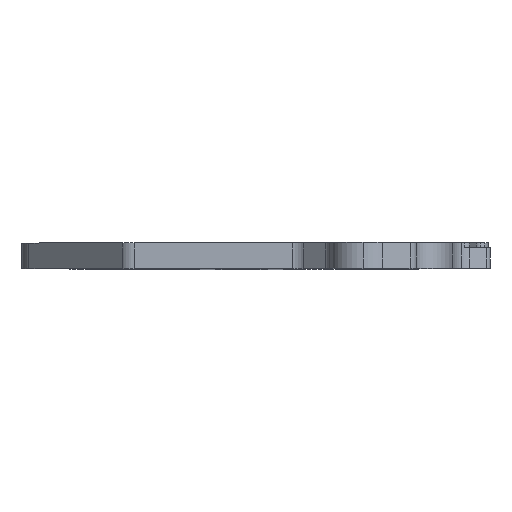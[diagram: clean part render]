
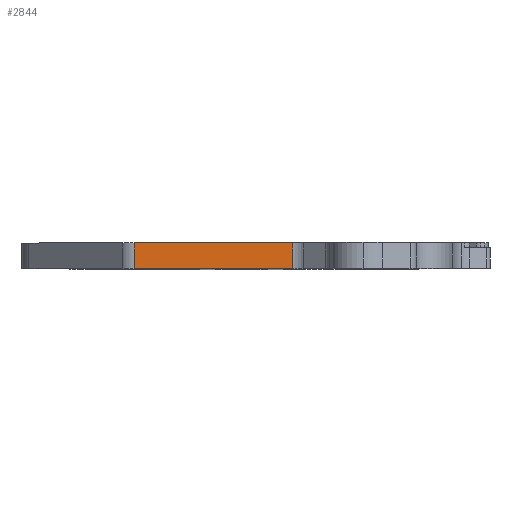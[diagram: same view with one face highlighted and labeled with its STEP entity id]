
A CAD part, top view. The second image highlights one B-rep face of the part: STEP entity #2844.
In plain terms, the highlighted planar face has unit normal (0, 0, 1).
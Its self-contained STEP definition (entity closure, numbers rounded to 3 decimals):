
#50 = EDGE_LOOP ( 'NONE', ( #4421, #1652, #2606, #1263 ) ) ;
#150 = CARTESIAN_POINT ( 'NONE',  ( -13.22, 0., 12.5 ) ) ;
#304 = LINE ( 'NONE', #355, #4020 ) ;
#355 = CARTESIAN_POINT ( 'NONE',  ( 0., 0., 12.5 ) ) ;
#414 = LINE ( 'NONE', #1531, #2837 ) ;
#870 = CARTESIAN_POINT ( 'NONE',  ( 6.272, 3.175, 12.5 ) ) ;
#1122 = DIRECTION ( 'NONE',  ( 1., 0., 0. ) ) ;
#1206 = CARTESIAN_POINT ( 'NONE',  ( 0., 3.175, 12.5 ) ) ;
#1230 = FACE_OUTER_BOUND ( 'NONE', #50, .T. ) ;
#1263 = ORIENTED_EDGE ( 'NONE', *, *, #3122, .F. ) ;
#1308 = LINE ( 'NONE', #2893, #1318 ) ;
#1318 = VECTOR ( 'NONE', #1586, 1000. ) ;
#1417 = EDGE_CURVE ( 'NONE', #3414, #4581, #414, .T. ) ;
#1531 = CARTESIAN_POINT ( 'NONE',  ( -13.22, -43.062, 12.5 ) ) ;
#1586 = DIRECTION ( 'NONE',  ( 0., 1., 0. ) ) ;
#1652 = ORIENTED_EDGE ( 'NONE', *, *, #2203, .T. ) ;
#1965 = DIRECTION ( 'NONE',  ( 1., 0., 0. ) ) ;
#2203 = EDGE_CURVE ( 'NONE', #3414, #3074, #304, .T. ) ;
#2498 = PLANE ( 'NONE',  #3042 ) ;
#2606 = ORIENTED_EDGE ( 'NONE', *, *, #3736, .T. ) ;
#2700 = CARTESIAN_POINT ( 'NONE',  ( 6.272, 0., 12.5 ) ) ;
#2837 = VECTOR ( 'NONE', #4368, 1000. ) ;
#2844 = ADVANCED_FACE ( 'NONE', ( #1230 ), #2498, .T. ) ;
#2887 = CARTESIAN_POINT ( 'NONE',  ( -12.3, 0., 12.5 ) ) ;
#2893 = CARTESIAN_POINT ( 'NONE',  ( 6.272, 0., 12.5 ) ) ;
#3042 = AXIS2_PLACEMENT_3D ( 'NONE', #2887, #4476, #4395 ) ;
#3074 = VERTEX_POINT ( 'NONE', #2700 ) ;
#3122 = EDGE_CURVE ( 'NONE', #4581, #4195, #3501, .T. ) ;
#3293 = CARTESIAN_POINT ( 'NONE',  ( -13.22, 3.175, 12.5 ) ) ;
#3414 = VERTEX_POINT ( 'NONE', #150 ) ;
#3501 = LINE ( 'NONE', #1206, #4453 ) ;
#3736 = EDGE_CURVE ( 'NONE', #3074, #4195, #1308, .T. ) ;
#4020 = VECTOR ( 'NONE', #1122, 1000. ) ;
#4195 = VERTEX_POINT ( 'NONE', #870 ) ;
#4368 = DIRECTION ( 'NONE',  ( 0., 1., 0. ) ) ;
#4395 = DIRECTION ( 'NONE',  ( 1., 0., 0. ) ) ;
#4421 = ORIENTED_EDGE ( 'NONE', *, *, #1417, .F. ) ;
#4453 = VECTOR ( 'NONE', #1965, 1000. ) ;
#4476 = DIRECTION ( 'NONE',  ( 0., 0., 1. ) ) ;
#4581 = VERTEX_POINT ( 'NONE', #3293 ) ;
